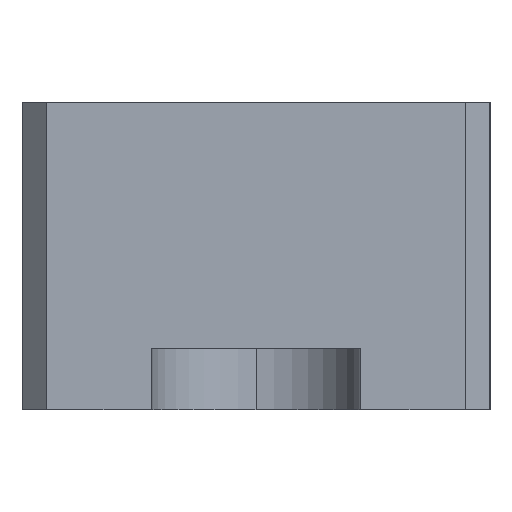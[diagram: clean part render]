
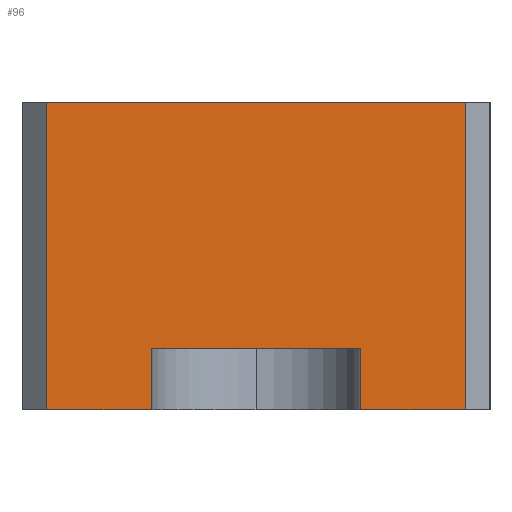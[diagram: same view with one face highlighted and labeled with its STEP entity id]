
A CAD part, left-side view. The second image highlights one B-rep face of the part: STEP entity #96.
In plain terms, the highlighted planar face has unit normal (-1, 0, 0).
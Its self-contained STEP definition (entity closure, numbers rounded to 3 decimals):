
#4 = VECTOR ( 'NONE', #505, 1000. ) ;
#5 = CARTESIAN_POINT ( 'NONE',  ( -75., 17., 25. ) ) ;
#7 = VERTEX_POINT ( 'NONE', #9 ) ;
#9 = CARTESIAN_POINT ( 'NONE',  ( -75., -8.5, 0. ) ) ;
#32 = ORIENTED_EDGE ( 'NONE', *, *, #685, .T. ) ;
#35 = PLANE ( 'NONE',  #413 ) ;
#37 = CARTESIAN_POINT ( 'NONE',  ( -75., 8.5, 5. ) ) ;
#48 = VECTOR ( 'NONE', #310, 1000. ) ;
#54 = CARTESIAN_POINT ( 'NONE',  ( -75., -8.5, 25. ) ) ;
#66 = DIRECTION ( 'NONE',  ( 0., 0., -1. ) ) ;
#76 = EDGE_CURVE ( 'NONE', #234, #231, #364, .T. ) ;
#81 = CARTESIAN_POINT ( 'NONE',  ( -75., -17., 0. ) ) ;
#83 = VECTOR ( 'NONE', #672, 1000. ) ;
#88 = CARTESIAN_POINT ( 'NONE',  ( -75., -17., 25. ) ) ;
#91 = VERTEX_POINT ( 'NONE', #37 ) ;
#96 = ADVANCED_FACE ( 'NONE', ( #130 ), #35, .T. ) ;
#107 = CARTESIAN_POINT ( 'NONE',  ( -75., 8.5, 0. ) ) ;
#111 = VECTOR ( 'NONE', #517, 1000. ) ;
#120 = VECTOR ( 'NONE', #312, 1000. ) ;
#121 = ORIENTED_EDGE ( 'NONE', *, *, #292, .F. ) ;
#130 = FACE_OUTER_BOUND ( 'NONE', #171, .T. ) ;
#144 = LINE ( 'NONE', #692, #337 ) ;
#149 = EDGE_CURVE ( 'NONE', #479, #7, #157, .T. ) ;
#152 = VERTEX_POINT ( 'NONE', #322 ) ;
#157 = LINE ( 'NONE', #54, #581 ) ;
#171 = EDGE_LOOP ( 'NONE', ( #275, #651, #240, #502, #637, #32, #121, #212 ) ) ;
#195 = CARTESIAN_POINT ( 'NONE',  ( -75., -17., 5. ) ) ;
#199 = DIRECTION ( 'NONE',  ( 0., 0., -1. ) ) ;
#212 = ORIENTED_EDGE ( 'NONE', *, *, #544, .F. ) ;
#226 = CARTESIAN_POINT ( 'NONE',  ( -75., -17., 25. ) ) ;
#231 = VERTEX_POINT ( 'NONE', #5 ) ;
#234 = VERTEX_POINT ( 'NONE', #226 ) ;
#236 = EDGE_CURVE ( 'NONE', #91, #479, #631, .T. ) ;
#240 = ORIENTED_EDGE ( 'NONE', *, *, #601, .F. ) ;
#275 = ORIENTED_EDGE ( 'NONE', *, *, #236, .T. ) ;
#281 = DIRECTION ( 'NONE',  ( 0., 0., -1. ) ) ;
#292 = EDGE_CURVE ( 'NONE', #325, #459, #362, .T. ) ;
#295 = CARTESIAN_POINT ( 'NONE',  ( -75., 17., 25. ) ) ;
#310 = DIRECTION ( 'NONE',  ( 0., 1., 0. ) ) ;
#312 = DIRECTION ( 'NONE',  ( 0., -1., 0. ) ) ;
#322 = CARTESIAN_POINT ( 'NONE',  ( -75., -17., 0. ) ) ;
#325 = VERTEX_POINT ( 'NONE', #107 ) ;
#332 = EDGE_CURVE ( 'NONE', #234, #152, #144, .T. ) ;
#337 = VECTOR ( 'NONE', #475, 1000. ) ;
#362 = LINE ( 'NONE', #81, #83 ) ;
#364 = LINE ( 'NONE', #88, #48 ) ;
#392 = CARTESIAN_POINT ( 'NONE',  ( -75., 17., 0. ) ) ;
#407 = CARTESIAN_POINT ( 'NONE',  ( -75., -17., 0. ) ) ;
#413 = AXIS2_PLACEMENT_3D ( 'NONE', #469, #686, #199 ) ;
#418 = LINE ( 'NONE', #295, #4 ) ;
#459 = VERTEX_POINT ( 'NONE', #392 ) ;
#469 = CARTESIAN_POINT ( 'NONE',  ( -75., -17., 25. ) ) ;
#475 = DIRECTION ( 'NONE',  ( 0., 0., -1. ) ) ;
#479 = VERTEX_POINT ( 'NONE', #548 ) ;
#489 = CARTESIAN_POINT ( 'NONE',  ( -75., 8.5, 25. ) ) ;
#502 = ORIENTED_EDGE ( 'NONE', *, *, #332, .F. ) ;
#505 = DIRECTION ( 'NONE',  ( 0., 0., -1. ) ) ;
#517 = DIRECTION ( 'NONE',  ( 0., 1., 0. ) ) ;
#544 = EDGE_CURVE ( 'NONE', #91, #325, #551, .T. ) ;
#548 = CARTESIAN_POINT ( 'NONE',  ( -75., -8.5, 5. ) ) ;
#551 = LINE ( 'NONE', #489, #630 ) ;
#558 = LINE ( 'NONE', #407, #111 ) ;
#581 = VECTOR ( 'NONE', #281, 1000. ) ;
#601 = EDGE_CURVE ( 'NONE', #152, #7, #558, .T. ) ;
#630 = VECTOR ( 'NONE', #66, 1000. ) ;
#631 = LINE ( 'NONE', #195, #120 ) ;
#637 = ORIENTED_EDGE ( 'NONE', *, *, #76, .T. ) ;
#651 = ORIENTED_EDGE ( 'NONE', *, *, #149, .T. ) ;
#672 = DIRECTION ( 'NONE',  ( 0., 1., 0. ) ) ;
#685 = EDGE_CURVE ( 'NONE', #231, #459, #418, .T. ) ;
#686 = DIRECTION ( 'NONE',  ( -1., 0., 0. ) ) ;
#692 = CARTESIAN_POINT ( 'NONE',  ( -75., -17., 25. ) ) ;
